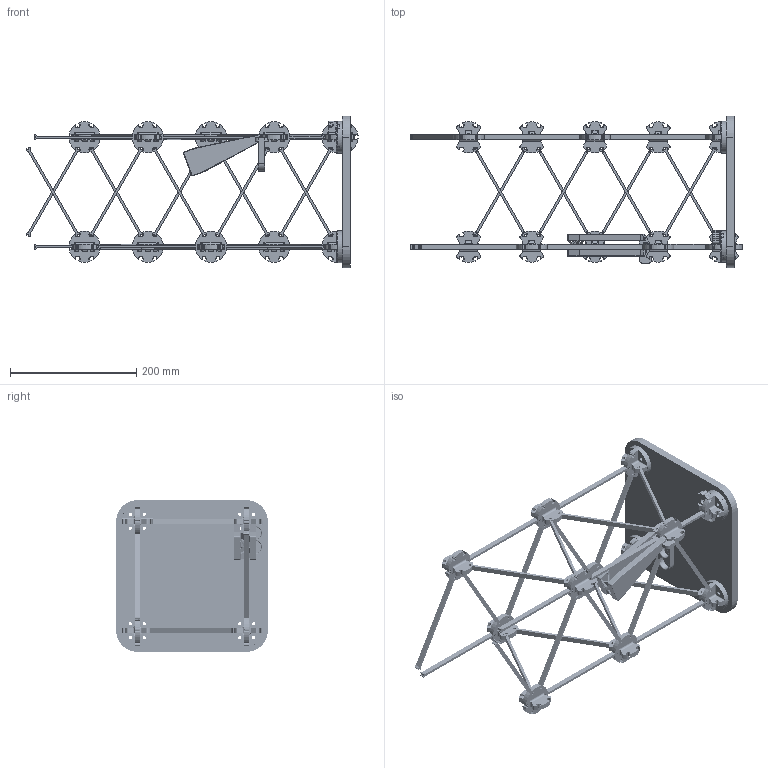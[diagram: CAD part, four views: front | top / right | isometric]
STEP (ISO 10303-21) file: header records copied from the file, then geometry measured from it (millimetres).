
FILE_DESCRIPTION(/* description */ (''),/* implementation_level */ '2;1');
FILE_NAME(/* name */ 'plattice.step',/* time_stamp */ '2025-05-05T19:47:48-04:00',/* author */ (''),/* organization */ (''),/* preprocessor_version */ 'ST-DEVELOPER v20',/* originating_system */ 'Autodesk Translation Framework v13.20.0.188',/* authorisation */ '');
FILE_SCHEMA (('AUTOMOTIVE_DESIGN { 1 0 10303 214 3 1 1 }'));
Length unit declared in the file: millimetre
Products named in the file (13): plattice; pin-1.0; hexnode; hexnode (2); boxnode; tool-again; pin-holder; strut; endplate; endnode; strut-shorty; endnode-adj; foot
Assembly tree (53 placements, depth 2):
  plattice
    pin-1.0
    strut  x32
    hexnode
    boxnode  x8
    hexnode (2)
    tool-again
    pin-holder
    endnode  x4
    endplate
    strut-shorty
    endnode-adj
    foot
Bounding box: 525.35 x 240 x 240 mm (x, y, z)
Volume: 1243842.9 mm3; surface area: 411925.1 mm2
Topology: 52 solids, 52 shells, 5630 faces, 14821 edges, 9293 vertices
Faces by surface type: cylinder 2634, plane 1777, torus 762, cone 219, sphere 151, bspline 87
Full cylindrical faces by diameter (mm): 3.7 x18, 5.5 x41, 6 x1, 9 x1, 20 x2, 50.085 x5
Entity records: 45152 total; most frequent: CARTESIAN_POINT 9220, DIRECTION 7997, ORIENTED_EDGE 7244, EDGE_CURVE 3622, AXIS2_PLACEMENT_3D 3115, VERTEX_POINT 2280, LINE 1767, VECTOR 1767
